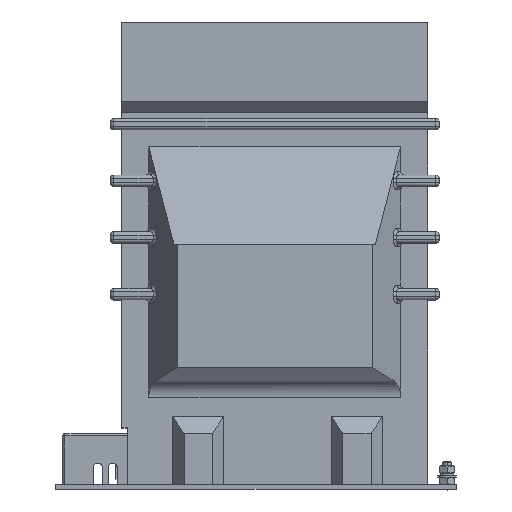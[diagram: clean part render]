
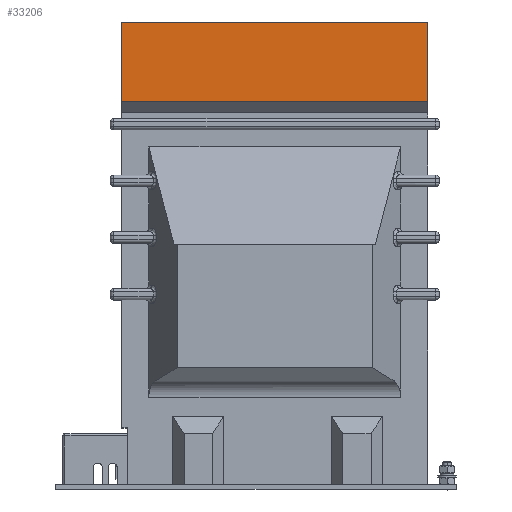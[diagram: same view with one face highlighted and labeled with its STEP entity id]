
A CAD part, top view. The second image highlights one B-rep face of the part: STEP entity #33206.
In plain terms, the highlighted planar face has unit normal (0, 0, 1).
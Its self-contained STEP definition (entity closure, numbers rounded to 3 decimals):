
#2180 = FACE_OUTER_BOUND ( 'NONE', #25021, .T. ) ;
#3858 = LINE ( 'NONE', #21172, #24852 ) ;
#5610 = EDGE_CURVE ( 'NONE', #28289, #48557, #3858, .T. ) ;
#5914 = LINE ( 'NONE', #23155, #45008 ) ;
#11283 = CARTESIAN_POINT ( 'NONE',  ( 235.172, 408.019, 426.45 ) ) ;
#11516 = EDGE_CURVE ( 'NONE', #27578, #11805, #5914, .T. ) ;
#11676 = ORIENTED_EDGE ( 'NONE', *, *, #11516, .T. ) ;
#11805 = VERTEX_POINT ( 'NONE', #42139 ) ;
#13270 = DIRECTION ( 'NONE',  ( 0., 1., 0. ) ) ;
#13540 = VECTOR ( 'NONE', #48111, 1000. ) ;
#13577 = EDGE_CURVE ( 'NONE', #48557, #11805, #13666, .T. ) ;
#13666 = LINE ( 'NONE', #30820, #13540 ) ;
#19492 = PLANE ( 'NONE',  #28916 ) ;
#21172 = CARTESIAN_POINT ( 'NONE',  ( 235.172, 338.019, 426.45 ) ) ;
#21881 = CARTESIAN_POINT ( 'NONE',  ( 235.172, 338.019, 426.45 ) ) ;
#23155 = CARTESIAN_POINT ( 'NONE',  ( 235.172, 408.019, 426.45 ) ) ;
#24852 = VECTOR ( 'NONE', #38275, 1000. ) ;
#25021 = EDGE_LOOP ( 'NONE', ( #46915, #46381, #37564, #11676 ) ) ;
#27578 = VERTEX_POINT ( 'NONE', #38121 ) ;
#28289 = VERTEX_POINT ( 'NONE', #21881 ) ;
#28454 = DIRECTION ( 'NONE',  ( 0., 0., 1. ) ) ;
#28916 = AXIS2_PLACEMENT_3D ( 'NONE', #11283, #28454, #45672 ) ;
#30820 = CARTESIAN_POINT ( 'NONE',  ( -34.828, 408.019, 426.45 ) ) ;
#33206 = ADVANCED_FACE ( 'NONE', ( #2180 ), #19492, .T. ) ;
#34676 = LINE ( 'NONE', #51947, #42377 ) ;
#36679 = EDGE_CURVE ( 'NONE', #28289, #27578, #34676, .T. ) ;
#37564 = ORIENTED_EDGE ( 'NONE', *, *, #36679, .T. ) ;
#38121 = CARTESIAN_POINT ( 'NONE',  ( 235.172, 408.019, 426.45 ) ) ;
#38275 = DIRECTION ( 'NONE',  ( -1., 0., 0. ) ) ;
#40273 = DIRECTION ( 'NONE',  ( -1., 0., 0. ) ) ;
#42139 = CARTESIAN_POINT ( 'NONE',  ( -34.828, 408.019, 426.45 ) ) ;
#42377 = VECTOR ( 'NONE', #13270, 1000. ) ;
#44491 = CARTESIAN_POINT ( 'NONE',  ( -34.828, 338.019, 426.45 ) ) ;
#45008 = VECTOR ( 'NONE', #40273, 1000. ) ;
#45672 = DIRECTION ( 'NONE',  ( 0., -1., 0. ) ) ;
#46381 = ORIENTED_EDGE ( 'NONE', *, *, #5610, .F. ) ;
#46915 = ORIENTED_EDGE ( 'NONE', *, *, #13577, .F. ) ;
#48111 = DIRECTION ( 'NONE',  ( 0., 1., 0. ) ) ;
#48557 = VERTEX_POINT ( 'NONE', #44491 ) ;
#51947 = CARTESIAN_POINT ( 'NONE',  ( 235.172, 408.019, 426.45 ) ) ;
